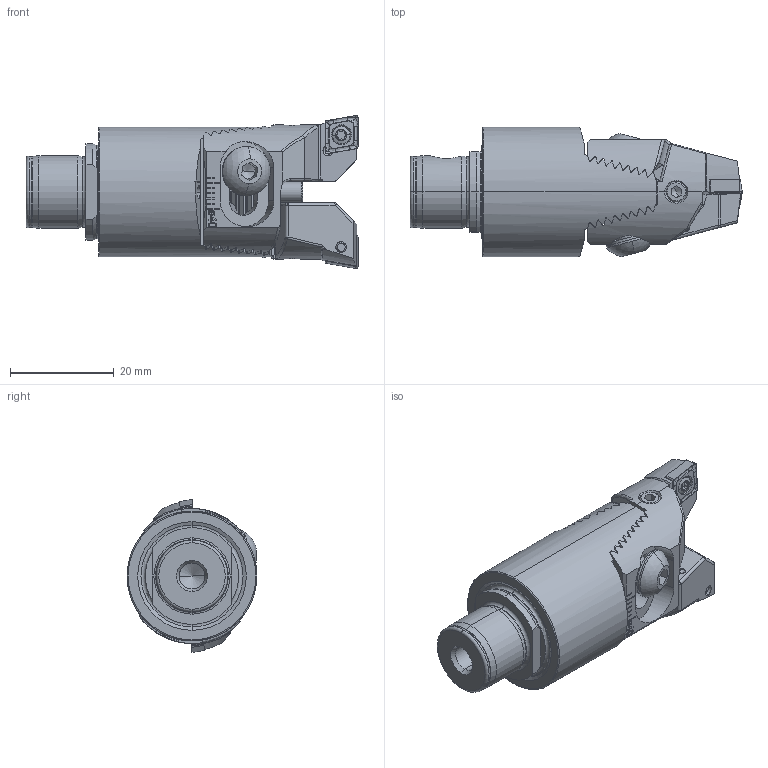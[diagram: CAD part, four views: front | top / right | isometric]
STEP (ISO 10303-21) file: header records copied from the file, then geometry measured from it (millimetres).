
FILE_DESCRIPTION (( 'STEP AP203' ), '1' );
FILE_NAME ('142.250.000.STEP', '2018-03-02T08:29:32', ( 'SWIAdmin' ), ( 'Hewlett-Packard Company' ), 'SwSTEP 2.0', 'SolidWorks 2017', '' );
FILE_SCHEMA (( 'CONFIG_CONTROL_DESIGN' ));
Length unit declared in the file: millimetre
Products named in the file (12): 142.250.000; Z25-ER1.001.012; ZC2-xxx.001.016_A; WCA-ER2.001.006_A; Z25-ER3.001.010_A; CCMT060204; WCA-ER2.001.006_B; MB2-Z25.K23.050_A; Z25-WCA.001.016; Z25-ER1.002.012_A; Z20-ER2.001.013_A; Z25-ER1.003.012_A_gespannt
Assembly tree (16 placements, depth 3):
  142.250.000
    MB2-Z25.K23.050_A
    Z25-ER1.001.012  x2
      Z25-ER1.002.012_A
      Z25-ER1.003.012_A_gespannt
    Z25-WCA.001.016
      ZC2-xxx.001.016_A  x2
      WCA-ER2.001.006_A
      Z25-ER3.001.010_A  x2
      CCMT060204  x2
      WCA-ER2.001.006_B  x2
    Z20-ER2.001.013_A
Bounding box: 63.96 x 25 x 29.5 mm (x, y, z)
Volume: 20231.1 mm3; surface area: 11305.9 mm2
Topology: 15 solids, 15 shells, 1021 faces, 2689 edges, 1690 vertices
Faces by surface type: plane 485, cylinder 251, cone 125, bspline 92, torus 46, sphere 22
Entity records: 25108 total; most frequent: CARTESIAN_POINT 8587, ORIENTED_EDGE 3510, DIRECTION 2805, EDGE_CURVE 1755, VERTEX_POINT 1114, AXIS2_PLACEMENT_3D 1024, LINE 757, VECTOR 757
